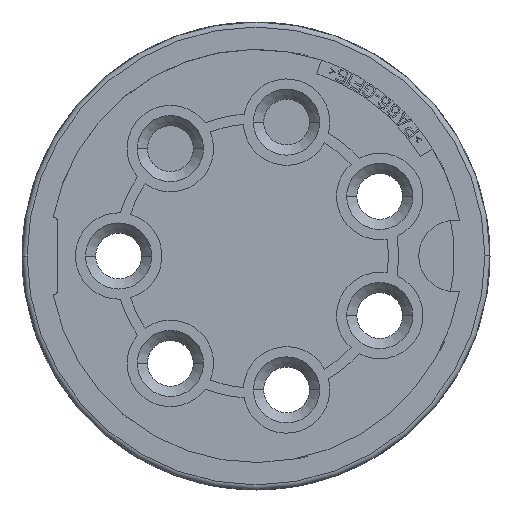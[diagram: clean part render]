
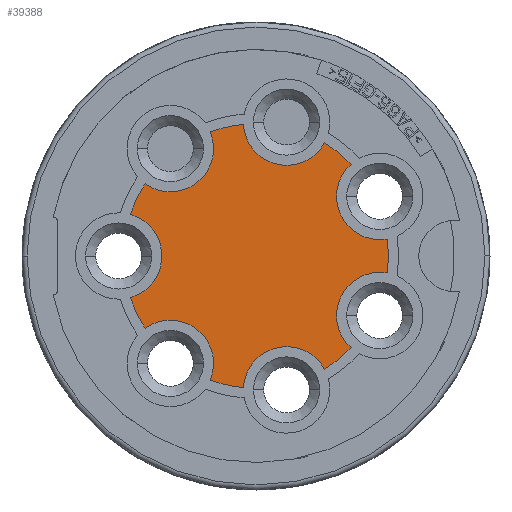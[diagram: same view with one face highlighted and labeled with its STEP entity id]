
A CAD part, front view. The second image highlights one B-rep face of the part: STEP entity #39388.
In plain terms, the highlighted planar face has unit normal (0, -1, 0).
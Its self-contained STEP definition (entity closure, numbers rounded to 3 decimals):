
#14350=CARTESIAN_POINT('',(0.,-27.,0.));
#14351=DIRECTION('',(0.,-1.,0.));
#14352=DIRECTION('',(-0.346,0.,-0.938));
#14353=AXIS2_PLACEMENT_3D('',#14350,#14351,#14352);
#14355=CARTESIAN_POINT('',(12.163,-27.,5.858));
#14356=DIRECTION('',(0.,-1.,0.));
#14357=DIRECTION('',(-0.663,0.,0.748));
#14358=AXIS2_PLACEMENT_3D('',#14355,#14356,#14357);
#14373=CARTESIAN_POINT('',(0.,-27.,0.));
#14374=DIRECTION('',(0.,-1.,0.));
#14375=DIRECTION('',(0.719,0.,0.695));
#14376=AXIS2_PLACEMENT_3D('',#14373,#14374,#14375);
#14378=CARTESIAN_POINT('',(3.004,-27.,13.162));
#14379=DIRECTION('',(0.,-1.,0.));
#14380=DIRECTION('',(-0.999,0.,-0.052));
#14381=AXIS2_PLACEMENT_3D('',#14378,#14379,#14380);
#14396=CARTESIAN_POINT('',(0.,-27.,0.));
#14397=DIRECTION('',(0.,-1.,0.));
#14398=DIRECTION('',(-0.095,0.,0.995));
#14399=AXIS2_PLACEMENT_3D('',#14396,#14397,#14398);
#14401=CARTESIAN_POINT('',(-8.417,-27.,10.555));
#14402=DIRECTION('',(0.,-1.,0.));
#14403=DIRECTION('',(-0.582,0.,-0.813));
#14404=AXIS2_PLACEMENT_3D('',#14401,#14402,#14403);
#14419=CARTESIAN_POINT('',(0.,-27.,0.));
#14420=DIRECTION('',(0.,-1.,0.));
#14421=DIRECTION('',(-0.838,0.,0.546));
#14422=AXIS2_PLACEMENT_3D('',#14419,#14420,#14421);
#14424=CARTESIAN_POINT('',(-13.5,-27.,0.));
#14425=DIRECTION('',(0.,-1.,0.));
#14426=DIRECTION('',(0.273,0.,-0.962));
#14427=AXIS2_PLACEMENT_3D('',#14424,#14425,#14426);
#14437=CARTESIAN_POINT('',(0.,-27.,0.));
#14438=DIRECTION('',(0.,-1.,0.));
#14439=DIRECTION('',(-0.949,0.,-0.315));
#14440=AXIS2_PLACEMENT_3D('',#14437,#14438,#14439);
#14442=CARTESIAN_POINT('',(-8.417,-27.,-10.555));
#14443=DIRECTION('',(0.,-1.,0.));
#14444=DIRECTION('',(0.922,0.,-0.386));
#14445=AXIS2_PLACEMENT_3D('',#14442,#14443,#14444);
#14460=CARTESIAN_POINT('',(0.,-27.,0.));
#14461=DIRECTION('',(0.,-1.,0.));
#14462=DIRECTION('',(0.992,0.,-0.128));
#14463=AXIS2_PLACEMENT_3D('',#14460,#14461,#14462);
#14470=CARTESIAN_POINT('',(12.163,-27.,-5.857));
#14471=DIRECTION('',(0.,-1.,0.));
#14472=DIRECTION('',(0.172,0.,0.985));
#14473=AXIS2_PLACEMENT_3D('',#14470,#14471,#14472);
#14488=CARTESIAN_POINT('',(0.,-27.,0.));
#14489=DIRECTION('',(0.,-1.,0.));
#14490=DIRECTION('',(0.518,0.,-0.855));
#14491=AXIS2_PLACEMENT_3D('',#14488,#14489,#14490);
#14493=CARTESIAN_POINT('',(3.004,-27.,-13.161));
#14494=DIRECTION('',(0.,-1.,0.));
#14495=DIRECTION('',(0.877,0.,0.48));
#14496=AXIS2_PLACEMENT_3D('',#14493,#14494,#14495);
#20930=CARTESIAN_POINT('',(9.344,-27.,9.038));
#20931=CARTESIAN_POINT('',(12.892,-27.,1.671));
#20932=VERTEX_POINT('',#20930);
#20933=VERTEX_POINT('',#20931);
#20934=CARTESIAN_POINT('',(-1.241,-27.,12.941));
#20935=CARTESIAN_POINT('',(6.732,-27.,11.121));
#20936=VERTEX_POINT('',#20934);
#20937=VERTEX_POINT('',#20935);
#20938=CARTESIAN_POINT('',(-10.891,-27.,7.098));
#20939=CARTESIAN_POINT('',(-4.498,-27.,12.197));
#20940=VERTEX_POINT('',#20938);
#20941=VERTEX_POINT('',#20939);
#20942=CARTESIAN_POINT('',(-12.34,-27.,-4.089));
#20943=CARTESIAN_POINT('',(-12.34,-27.,4.088));
#20944=VERTEX_POINT('',#20942);
#20945=VERTEX_POINT('',#20943);
#20950=CARTESIAN_POINT('',(-4.497,-27.,-12.197));
#20951=CARTESIAN_POINT('',(-10.891,-27.,-7.099));
#20952=VERTEX_POINT('',#20950);
#20953=VERTEX_POINT('',#20951);
#20954=CARTESIAN_POINT('',(6.732,-27.,-11.121));
#20955=CARTESIAN_POINT('',(-1.24,-27.,-12.941));
#20956=VERTEX_POINT('',#20954);
#20957=VERTEX_POINT('',#20955);
#20958=CARTESIAN_POINT('',(12.892,-27.,-1.67));
#20959=CARTESIAN_POINT('',(9.344,-27.,-9.038));
#20960=VERTEX_POINT('',#20958);
#20961=VERTEX_POINT('',#20959);
#39354=CARTESIAN_POINT('',(0.,-27.,0.));
#39355=DIRECTION('',(0.,-1.,0.));
#39356=DIRECTION('',(0.,0.,1.));
#39357=AXIS2_PLACEMENT_3D('',#39354,#39355,#39356);
#39358=PLANE('',#39357);
#39360=ORIENTED_EDGE('',*,*,#39359,.T.);
#39362=ORIENTED_EDGE('',*,*,#39361,.F.);
#39364=ORIENTED_EDGE('',*,*,#39363,.T.);
#39366=ORIENTED_EDGE('',*,*,#39365,.F.);
#39368=ORIENTED_EDGE('',*,*,#39367,.T.);
#39369=ORIENTED_EDGE('',*,*,#39344,.F.);
#39371=ORIENTED_EDGE('',*,*,#39370,.T.);
#39373=ORIENTED_EDGE('',*,*,#39372,.F.);
#39375=ORIENTED_EDGE('',*,*,#39374,.T.);
#39377=ORIENTED_EDGE('',*,*,#39376,.F.);
#39379=ORIENTED_EDGE('',*,*,#39378,.T.);
#39381=ORIENTED_EDGE('',*,*,#39380,.F.);
#39383=ORIENTED_EDGE('',*,*,#39382,.T.);
#39385=ORIENTED_EDGE('',*,*,#39384,.F.);
#39386=EDGE_LOOP('',(#39360,#39362,#39364,#39366,#39368,#39369,#39371,#39373,
#39375,#39377,#39379,#39381,#39383,#39385));
#39387=FACE_OUTER_BOUND('',#39386,.F.);
#39388=ADVANCED_FACE('',(#39387),#39358,.T.);
#14354=CIRCLE('',#14353,13.);
#14359=CIRCLE('',#14358,4.25);
#14377=CIRCLE('',#14376,13.);
#14382=CIRCLE('',#14381,4.25);
#14400=CIRCLE('',#14399,13.);
#14405=CIRCLE('',#14404,4.25);
#14423=CIRCLE('',#14422,13.);
#14428=CIRCLE('',#14427,4.25);
#14441=CIRCLE('',#14440,13.);
#14446=CIRCLE('',#14445,4.25);
#14464=CIRCLE('',#14463,13.);
#14474=CIRCLE('',#14473,4.25);
#14492=CIRCLE('',#14491,13.);
#14497=CIRCLE('',#14496,4.25);
#39344=EDGE_CURVE('',#20952,#20957,#14354,.T.);
#39359=EDGE_CURVE('',#20932,#20933,#14359,.T.);
#39361=EDGE_CURVE('',#20960,#20933,#14464,.T.);
#39363=EDGE_CURVE('',#20960,#20961,#14474,.T.);
#39365=EDGE_CURVE('',#20956,#20961,#14492,.T.);
#39367=EDGE_CURVE('',#20956,#20957,#14497,.T.);
#39370=EDGE_CURVE('',#20952,#20953,#14446,.T.);
#39372=EDGE_CURVE('',#20944,#20953,#14441,.T.);
#39374=EDGE_CURVE('',#20944,#20945,#14428,.T.);
#39376=EDGE_CURVE('',#20940,#20945,#14423,.T.);
#39378=EDGE_CURVE('',#20940,#20941,#14405,.T.);
#39380=EDGE_CURVE('',#20936,#20941,#14400,.T.);
#39382=EDGE_CURVE('',#20936,#20937,#14382,.T.);
#39384=EDGE_CURVE('',#20932,#20937,#14377,.T.);
